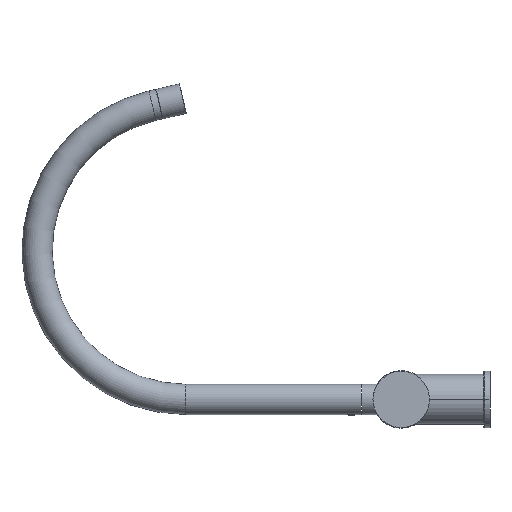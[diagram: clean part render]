
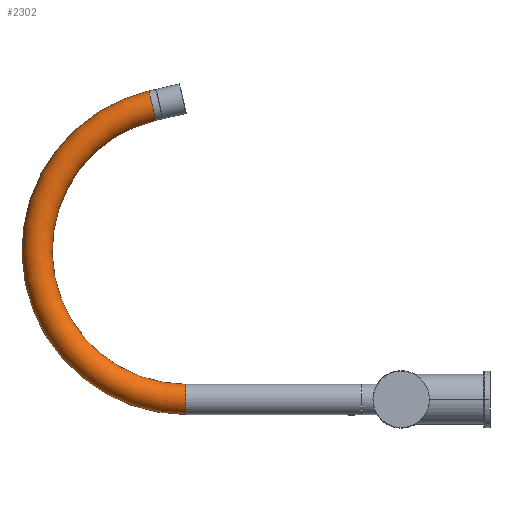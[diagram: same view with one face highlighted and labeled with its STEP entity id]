
A CAD part, left-side view. The second image highlights one B-rep face of the part: STEP entity #2302.
In plain terms, the highlighted toroidal (fillet/blend) face has major radius 117.886 mm and minor radius 12 mm.
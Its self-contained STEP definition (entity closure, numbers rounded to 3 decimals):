
#2136=CARTESIAN_POINT('',(0.,170.555,117.886));
#2137=DIRECTION('',(1.,0.,0.));
#2138=DIRECTION('',(0.,0.,-1.));
#2139=AXIS2_PLACEMENT_3D('',#2136,#2137,#2138);
#2141=CARTESIAN_POINT('',(0.,170.555,0.));
#2142=DIRECTION('',(0.,1.,0.));
#2143=DIRECTION('',(0.,0.,-1.));
#2144=AXIS2_PLACEMENT_3D('',#2141,#2142,#2143);
#2146=CARTESIAN_POINT('',(0.,170.555,117.886));
#2147=DIRECTION('',(1.,0.,0.));
#2148=DIRECTION('',(0.,0.,-1.));
#2149=AXIS2_PLACEMENT_3D('',#2146,#2147,#2148);
#2170=CARTESIAN_POINT('',(0.,197.074,
232.75));
#2171=DIRECTION('',(0.,-0.974,0.225));
#2172=DIRECTION('',(0.,0.225,0.974));
#2173=AXIS2_PLACEMENT_3D('',#2170,#2171,#2172);
#2193=CARTESIAN_POINT('',(0.,170.555,12.));
#2194=CARTESIAN_POINT('',(0.,170.555,-12.));
#2195=VERTEX_POINT('',#2193);
#2196=VERTEX_POINT('',#2194);
#2197=CARTESIAN_POINT('',(0.,194.374,
221.058));
#2198=CARTESIAN_POINT('',(0.,199.773,
244.443));
#2199=VERTEX_POINT('',#2197);
#2200=VERTEX_POINT('',#2198);
#2290=CARTESIAN_POINT('',(0.,170.555,117.886));
#2291=DIRECTION('',(1.,0.,0.));
#2292=DIRECTION('',(0.,0.,1.));
#2293=AXIS2_PLACEMENT_3D('',#2290,#2291,#2292);
#2294=TOROIDAL_SURFACE('',#2293,117.886,12.);
#2295=ORIENTED_EDGE('',*,*,#2252,.F.);
#2296=ORIENTED_EDGE('',*,*,#2278,.T.);
#2298=ORIENTED_EDGE('',*,*,#2297,.T.);
#2299=ORIENTED_EDGE('',*,*,#2274,.F.);
#2300=EDGE_LOOP('',(#2295,#2296,#2298,#2299));
#2301=FACE_OUTER_BOUND('',#2300,.F.);
#2302=ADVANCED_FACE('',(#2301),#2294,.T.);
#2140=CIRCLE('',#2139,105.886);
#2145=CIRCLE('',#2144,12.);
#2150=CIRCLE('',#2149,129.886);
#2174=CIRCLE('',#2173,12.);
#2252=EDGE_CURVE('',#2196,#2195,#2145,.T.);
#2274=EDGE_CURVE('',#2195,#2199,#2140,.T.);
#2278=EDGE_CURVE('',#2196,#2200,#2150,.T.);
#2297=EDGE_CURVE('',#2200,#2199,#2174,.T.);
